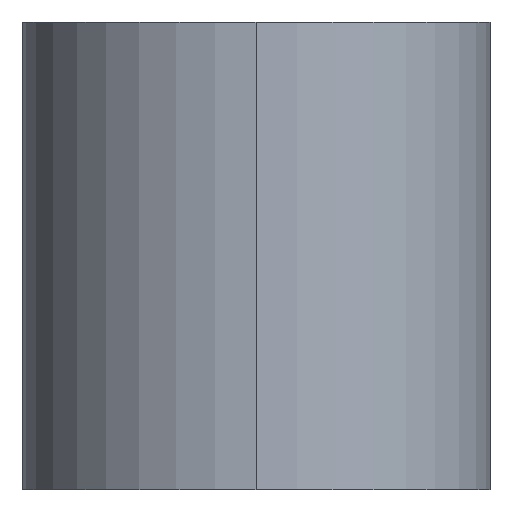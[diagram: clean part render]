
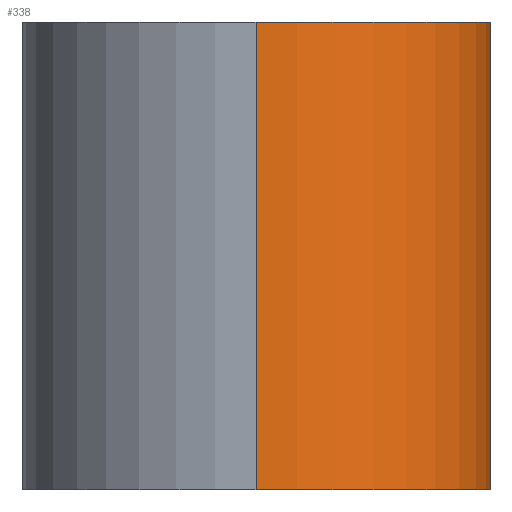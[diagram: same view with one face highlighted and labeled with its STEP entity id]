
A CAD part, left-side view. The second image highlights one B-rep face of the part: STEP entity #338.
In plain terms, the highlighted cylindrical face has radius 5 mm (diameter 10 mm), a partial arc.
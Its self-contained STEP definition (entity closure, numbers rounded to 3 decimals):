
#11 = DIRECTION ( 'NONE',  ( 1., 0., 0. ) ) ;
#29 = DIRECTION ( 'NONE',  ( 0., 0., -1. ) ) ;
#47 = CARTESIAN_POINT ( 'NONE',  ( -80., 0., 10. ) ) ;
#73 = CIRCLE ( 'NONE', #318, 5. ) ;
#87 = DIRECTION ( 'NONE',  ( 0., 0., 1. ) ) ;
#108 = VERTEX_POINT ( 'NONE', #499 ) ;
#109 = VERTEX_POINT ( 'NONE', #296 ) ;
#110 = CYLINDRICAL_SURFACE ( 'NONE', #380, 5. ) ;
#115 = ORIENTED_EDGE ( 'NONE', *, *, #411, .T. ) ;
#119 = DIRECTION ( 'NONE',  ( -1., 0., 0. ) ) ;
#125 = DIRECTION ( 'NONE',  ( 1., 0., 0. ) ) ;
#126 = EDGE_CURVE ( 'NONE', #109, #108, #417, .T. ) ;
#134 = VERTEX_POINT ( 'NONE', #300 ) ;
#172 = CARTESIAN_POINT ( 'NONE',  ( -80., 0., 0. ) ) ;
#191 = DIRECTION ( 'NONE',  ( 0., 0., -1. ) ) ;
#249 = DIRECTION ( 'NONE',  ( 0., 0., 1. ) ) ;
#251 = ORIENTED_EDGE ( 'NONE', *, *, #482, .F. ) ;
#266 = CARTESIAN_POINT ( 'NONE',  ( -75., -5., 10. ) ) ;
#272 = VECTOR ( 'NONE', #349, 1000. ) ;
#291 = AXIS2_PLACEMENT_3D ( 'NONE', #306, #249, #125 ) ;
#296 = CARTESIAN_POINT ( 'NONE',  ( -80., 0., 10. ) ) ;
#299 = CARTESIAN_POINT ( 'NONE',  ( -75., 0., 10. ) ) ;
#300 = CARTESIAN_POINT ( 'NONE',  ( -75., -5., 0. ) ) ;
#306 = CARTESIAN_POINT ( 'NONE',  ( -75., 0., 10. ) ) ;
#318 = AXIS2_PLACEMENT_3D ( 'NONE', #515, #87, #11 ) ;
#330 = VECTOR ( 'NONE', #191, 1000. ) ;
#338 = ADVANCED_FACE ( 'NONE', ( #366 ), #110, .T. ) ;
#349 = DIRECTION ( 'NONE',  ( 0., 0., -1. ) ) ;
#359 = ORIENTED_EDGE ( 'NONE', *, *, #126, .F. ) ;
#363 = VERTEX_POINT ( 'NONE', #172 ) ;
#364 = EDGE_CURVE ( 'NONE', #109, #363, #464, .T. ) ;
#366 = FACE_OUTER_BOUND ( 'NONE', #474, .T. ) ;
#380 = AXIS2_PLACEMENT_3D ( 'NONE', #299, #29, #119 ) ;
#411 = EDGE_CURVE ( 'NONE', #363, #134, #73, .T. ) ;
#417 = CIRCLE ( 'NONE', #291, 5. ) ;
#452 = LINE ( 'NONE', #266, #330 ) ;
#464 = LINE ( 'NONE', #47, #272 ) ;
#474 = EDGE_LOOP ( 'NONE', ( #359, #534, #115, #251 ) ) ;
#482 = EDGE_CURVE ( 'NONE', #108, #134, #452, .T. ) ;
#499 = CARTESIAN_POINT ( 'NONE',  ( -75., -5., 10. ) ) ;
#515 = CARTESIAN_POINT ( 'NONE',  ( -75., 0., 0. ) ) ;
#534 = ORIENTED_EDGE ( 'NONE', *, *, #364, .T. ) ;
